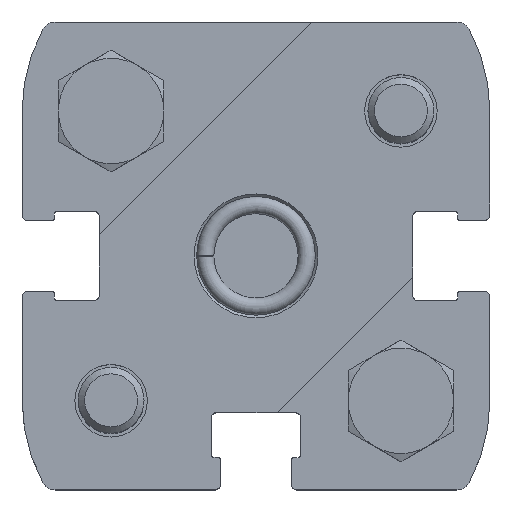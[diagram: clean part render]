
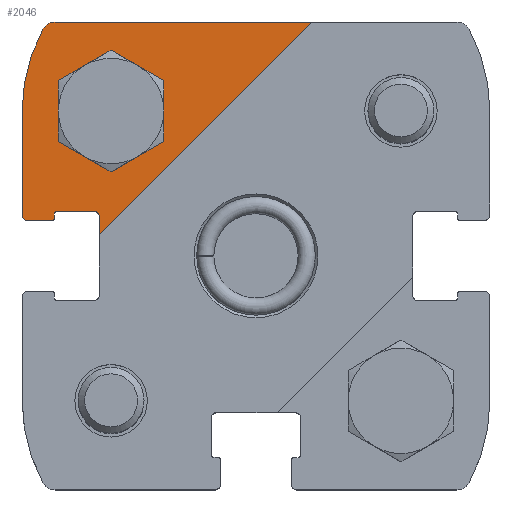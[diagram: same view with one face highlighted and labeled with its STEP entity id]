
A CAD part, top view. The second image highlights one B-rep face of the part: STEP entity #2046.
In plain terms, the highlighted planar face has unit normal (0, 0, 1).
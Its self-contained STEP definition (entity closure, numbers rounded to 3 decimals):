
#104=CIRCLE('',#2179,1.05);
#106=CIRCLE('',#2182,13.);
#108=CIRCLE('',#2186,0.4);
#110=CIRCLE('',#2190,0.2);
#112=CIRCLE('',#2194,0.2);
#114=CIRCLE('',#2198,0.4);
#119=CIRCLE('',#2206,2.75);
#636=ORIENTED_EDGE('',*,*,#907,.F.);
#637=ORIENTED_EDGE('',*,*,#868,.T.);
#638=ORIENTED_EDGE('',*,*,#869,.T.);
#639=ORIENTED_EDGE('',*,*,#872,.T.);
#640=ORIENTED_EDGE('',*,*,#875,.T.);
#641=ORIENTED_EDGE('',*,*,#878,.T.);
#642=ORIENTED_EDGE('',*,*,#881,.T.);
#643=ORIENTED_EDGE('',*,*,#884,.T.);
#644=ORIENTED_EDGE('',*,*,#887,.T.);
#645=ORIENTED_EDGE('',*,*,#891,.F.);
#646=ORIENTED_EDGE('',*,*,#893,.T.);
#647=ORIENTED_EDGE('',*,*,#897,.F.);
#648=ORIENTED_EDGE('',*,*,#900,.T.);
#649=ORIENTED_EDGE('',*,*,#1007,.F.);
#868=EDGE_CURVE('',#1127,#1131,#1326,.T.);
#869=EDGE_CURVE('',#1131,#1132,#104,.T.);
#872=EDGE_CURVE('',#1132,#1134,#106,.T.);
#875=EDGE_CURVE('',#1134,#1136,#1329,.T.);
#878=EDGE_CURVE('',#1136,#1138,#108,.T.);
#881=EDGE_CURVE('',#1138,#1140,#1333,.T.);
#884=EDGE_CURVE('',#1140,#1142,#110,.T.);
#887=EDGE_CURVE('',#1142,#1144,#1337,.T.);
#891=EDGE_CURVE('',#1146,#1144,#112,.T.);
#893=EDGE_CURVE('',#1146,#1148,#1341,.T.);
#897=EDGE_CURVE('',#1150,#1148,#114,.T.);
#900=EDGE_CURVE('',#1150,#1152,#1346,.T.);
#907=EDGE_CURVE('',#1159,#1159,#119,.T.);
#1007=EDGE_CURVE('',#1127,#1152,#1403,.T.);
#1127=VERTEX_POINT('',#3129);
#1131=VERTEX_POINT('',#3137);
#1132=VERTEX_POINT('',#3141);
#1134=VERTEX_POINT('',#3147);
#1136=VERTEX_POINT('',#3153);
#1138=VERTEX_POINT('',#3159);
#1140=VERTEX_POINT('',#3165);
#1142=VERTEX_POINT('',#3171);
#1144=VERTEX_POINT('',#3177);
#1146=VERTEX_POINT('',#3183);
#1148=VERTEX_POINT('',#3189);
#1150=VERTEX_POINT('',#3195);
#1152=VERTEX_POINT('',#3201);
#1159=VERTEX_POINT('',#3218);
#1326=LINE('',#3138,#1488);
#1329=LINE('',#3152,#1491);
#1333=LINE('',#3164,#1495);
#1337=LINE('',#3176,#1499);
#1341=LINE('',#3188,#1503);
#1346=LINE('',#3203,#1508);
#1403=LINE('',#3429,#1565);
#1488=VECTOR('',#2502,1000.);
#1491=VECTOR('',#2519,1000.);
#1495=VECTOR('',#2531,1000.);
#1499=VECTOR('',#2543,1000.);
#1503=VECTOR('',#2555,1000.);
#1508=VECTOR('',#2568,1000.);
#1565=VECTOR('',#2819,1000.);
#1699=EDGE_LOOP('',(#636));
#1700=EDGE_LOOP('',(#637,#638,#639,#640,#641,#642,#643,#644,#645,#646,#647,
#648,#649));
#1853=FACE_BOUND('',#1699,.T.);
#1854=FACE_BOUND('',#1700,.T.);
#1944=PLANE('',#2297);
#2046=ADVANCED_FACE('',(#1853,#1854),#1944,.T.);
#2179=AXIS2_PLACEMENT_3D('',#3140,#2505,#2506);
#2182=AXIS2_PLACEMENT_3D('',#3146,#2512,#2513);
#2186=AXIS2_PLACEMENT_3D('',#3158,#2524,#2525);
#2190=AXIS2_PLACEMENT_3D('',#3170,#2536,#2537);
#2194=AXIS2_PLACEMENT_3D('',#3185,#2549,#2550);
#2198=AXIS2_PLACEMENT_3D('',#3197,#2561,#2562);
#2206=AXIS2_PLACEMENT_3D('',#3217,#2582,#2583);
#2297=AXIS2_PLACEMENT_3D('',#3428,#2817,#2818);
#2502=DIRECTION('',(-1.,0.,0.));
#2505=DIRECTION('',(0.,0.,1.));
#2506=DIRECTION('',(1.,0.,0.));
#2512=DIRECTION('',(0.,0.,1.));
#2513=DIRECTION('',(1.,0.,0.));
#2519=DIRECTION('',(0.,-1.,0.));
#2524=DIRECTION('',(0.,0.,1.));
#2525=DIRECTION('',(1.,0.,0.));
#2531=DIRECTION('',(1.,0.,0.));
#2536=DIRECTION('',(0.,0.,1.));
#2537=DIRECTION('',(1.,0.,0.));
#2543=DIRECTION('',(0.,1.,0.));
#2549=DIRECTION('',(0.,0.,1.));
#2550=DIRECTION('',(1.,0.,0.));
#2555=DIRECTION('',(1.,0.,0.));
#2561=DIRECTION('',(0.,0.,1.));
#2562=DIRECTION('',(1.,0.,0.));
#2568=DIRECTION('',(0.,-1.,0.));
#2582=DIRECTION('',(0.,0.,1.));
#2583=DIRECTION('',(1.,0.,0.));
#2817=DIRECTION('',(0.,0.,1.));
#2818=DIRECTION('',(1.,0.,0.));
#2819=DIRECTION('',(-0.707,-0.707,0.));
#3129=CARTESIAN_POINT('',(4.235,17.75,6.));
#3137=CARTESIAN_POINT('',(-15.253,17.75,6.));
#3138=CARTESIAN_POINT('',(15.253,17.75,6.));
#3140=CARTESIAN_POINT('',(-15.253,16.7,6.));
#3141=CARTESIAN_POINT('',(-16.176,17.201,6.));
#3146=CARTESIAN_POINT('',(-4.75,11.,6.));
#3147=CARTESIAN_POINT('',(-17.75,11.,6.));
#3152=CARTESIAN_POINT('',(-17.75,11.,6.));
#3153=CARTESIAN_POINT('',(-17.75,3.1,6.));
#3158=CARTESIAN_POINT('',(-17.35,3.1,6.));
#3159=CARTESIAN_POINT('',(-17.35,2.7,6.));
#3164=CARTESIAN_POINT('',(-17.35,2.7,6.));
#3165=CARTESIAN_POINT('',(-15.5,2.7,6.));
#3170=CARTESIAN_POINT('',(-15.5,2.9,6.));
#3171=CARTESIAN_POINT('',(-15.3,2.9,6.));
#3176=CARTESIAN_POINT('',(-15.3,2.9,6.));
#3177=CARTESIAN_POINT('',(-15.3,3.2,6.));
#3183=CARTESIAN_POINT('',(-15.1,3.4,6.));
#3185=CARTESIAN_POINT('',(-15.1,3.2,6.));
#3188=CARTESIAN_POINT('',(-15.1,3.4,6.));
#3189=CARTESIAN_POINT('',(-12.3,3.4,6.));
#3195=CARTESIAN_POINT('',(-11.9,3.,6.));
#3197=CARTESIAN_POINT('',(-12.3,3.,6.));
#3201=CARTESIAN_POINT('',(-11.9,1.615,6.));
#3203=CARTESIAN_POINT('',(-11.9,3.,6.));
#3217=CARTESIAN_POINT('',(-11.,11.,6.));
#3218=CARTESIAN_POINT('',(-8.25,11.,6.));
#3428=CARTESIAN_POINT('',(0.,0.,6.));
#3429=CARTESIAN_POINT('',(6.235,19.75,6.));
